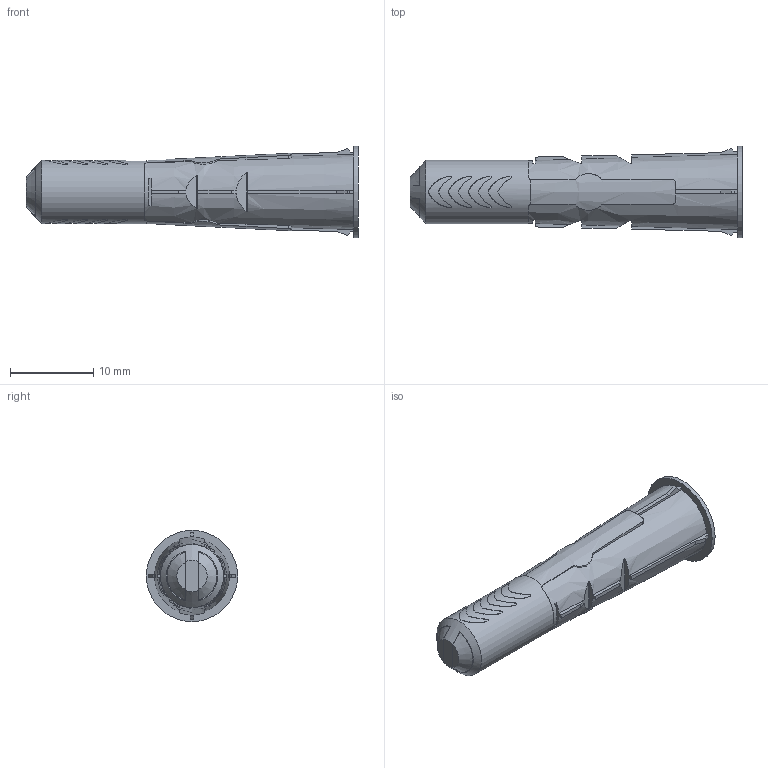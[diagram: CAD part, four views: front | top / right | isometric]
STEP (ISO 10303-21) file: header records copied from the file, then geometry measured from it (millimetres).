
FILE_DESCRIPTION(/* description */ ('STEP AP214'),/* implementation_level */ '2;1');
FILE_NAME(/* name */ 'SFS 599581',/* time_stamp */ '2022-10-20T13:51:57+02:00',/* author */ ('License CC BY-ND 4.0'),/* organization */ ('CADENAS'),/* preprocessor_version */ 'ST-DEVELOPER v18.102',/* originating_system */ 'PARTsolutions',/* authorisation */ ' ');
FILE_SCHEMA (('AUTOMOTIVE_DESIGN {1 0 10303 214 3 1 1}'));
Length unit declared in the file: millimetre
Products named in the file (1): SFS 599581
Bounding box: 40 x 11 x 11 mm (x, y, z)
Volume: 1249.9 mm3; surface area: 1831.7 mm2
Topology: 1 solids, 1 shells, 154 faces, 429 edges, 283 vertices
Faces by surface type: plane 76, cylinder 70, cone 8
Full cylindrical faces by diameter (mm): 7.6 x1, 11 x1
Entity records: 6118 total; most frequent: CARTESIAN_POINT 1409, ORIENTED_EDGE 838, DIRECTION 604, EDGE_CURVE 419, VERTEX_POINT 281, AXIS2_PLACEMENT_3D 206, LINE 192, VECTOR 192
